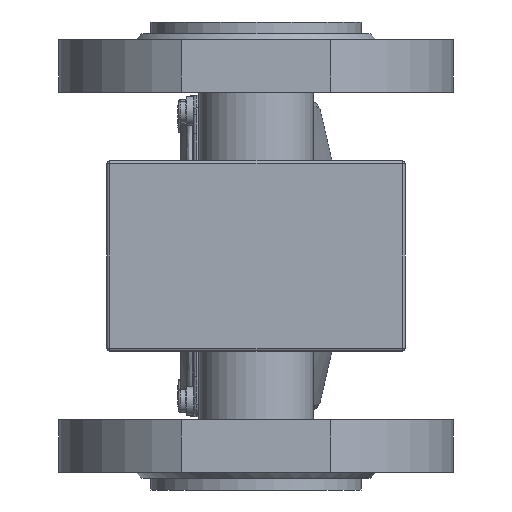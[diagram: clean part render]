
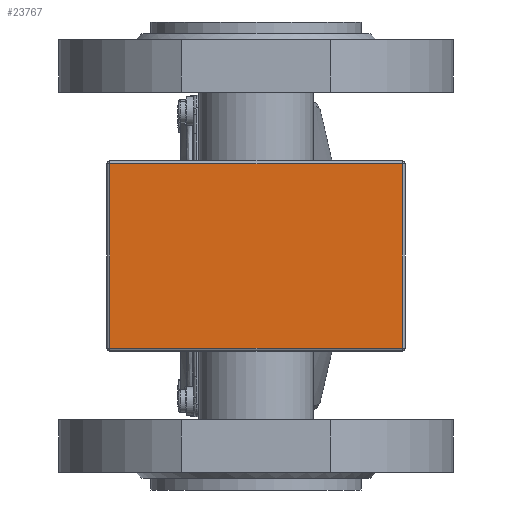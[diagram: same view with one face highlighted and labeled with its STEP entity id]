
A CAD part, front view. The second image highlights one B-rep face of the part: STEP entity #23767.
In plain terms, the highlighted planar face has unit normal (0, -1, 0).
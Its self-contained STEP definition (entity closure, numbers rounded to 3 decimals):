
#1248 = AXIS2_PLACEMENT_3D ( 'NONE', #1603, #9227, #27004 ) ;
#1603 = CARTESIAN_POINT ( 'NONE',  ( -51., -45., -65. ) ) ;
#2184 = CARTESIAN_POINT ( 'NONE',  ( -51., -45., -1. ) ) ;
#3451 = VERTEX_POINT ( 'NONE', #4290 ) ;
#4128 = CARTESIAN_POINT ( 'NONE',  ( -50., -45., -64. ) ) ;
#4290 = CARTESIAN_POINT ( 'NONE',  ( 50., -45., -64. ) ) ;
#4554 = CARTESIAN_POINT ( 'NONE',  ( 50., -45., -65. ) ) ;
#4758 = CARTESIAN_POINT ( 'NONE',  ( -50., -45., -65. ) ) ;
#5134 = EDGE_CURVE ( 'NONE', #26669, #11517, #32042, .T. ) ;
#5467 = VECTOR ( 'NONE', #7466, 1000. ) ;
#5661 = ORIENTED_EDGE ( 'NONE', *, *, #5134, .T. ) ;
#5816 = VECTOR ( 'NONE', #11309, 1000. ) ;
#7057 = EDGE_CURVE ( 'NONE', #11517, #3451, #12540, .T. ) ;
#7300 = EDGE_CURVE ( 'NONE', #3451, #17949, #26450, .T. ) ;
#7466 = DIRECTION ( 'NONE',  ( -1., 0., 0. ) ) ;
#9227 = DIRECTION ( 'NONE',  ( 0., -1., 0. ) ) ;
#11309 = DIRECTION ( 'NONE',  ( 1., 0., 0. ) ) ;
#11517 = VERTEX_POINT ( 'NONE', #4128 ) ;
#12540 = LINE ( 'NONE', #21393, #5816 ) ;
#12561 = VECTOR ( 'NONE', #32621, 1000. ) ;
#17949 = VERTEX_POINT ( 'NONE', #20183 ) ;
#19664 = VECTOR ( 'NONE', #32527, 1000. ) ;
#19701 = EDGE_LOOP ( 'NONE', ( #5661, #26171, #30416, #32317 ) ) ;
#20183 = CARTESIAN_POINT ( 'NONE',  ( 50., -45., -1. ) ) ;
#21276 = FACE_OUTER_BOUND ( 'NONE', #19701, .T. ) ;
#21393 = CARTESIAN_POINT ( 'NONE',  ( -51., -45., -64. ) ) ;
#23767 = ADVANCED_FACE ( 'NONE', ( #21276 ), #26886, .T. ) ;
#26171 = ORIENTED_EDGE ( 'NONE', *, *, #7057, .T. ) ;
#26450 = LINE ( 'NONE', #4554, #19664 ) ;
#26669 = VERTEX_POINT ( 'NONE', #29066 ) ;
#26886 = PLANE ( 'NONE',  #1248 ) ;
#27004 = DIRECTION ( 'NONE',  ( 0., 0., -1. ) ) ;
#29066 = CARTESIAN_POINT ( 'NONE',  ( -50., -45., -1. ) ) ;
#29722 = EDGE_CURVE ( 'NONE', #17949, #26669, #31694, .T. ) ;
#30416 = ORIENTED_EDGE ( 'NONE', *, *, #7300, .T. ) ;
#31694 = LINE ( 'NONE', #2184, #5467 ) ;
#32042 = LINE ( 'NONE', #4758, #12561 ) ;
#32317 = ORIENTED_EDGE ( 'NONE', *, *, #29722, .T. ) ;
#32527 = DIRECTION ( 'NONE',  ( 0., 0., 1. ) ) ;
#32621 = DIRECTION ( 'NONE',  ( 0., 0., -1. ) ) ;
